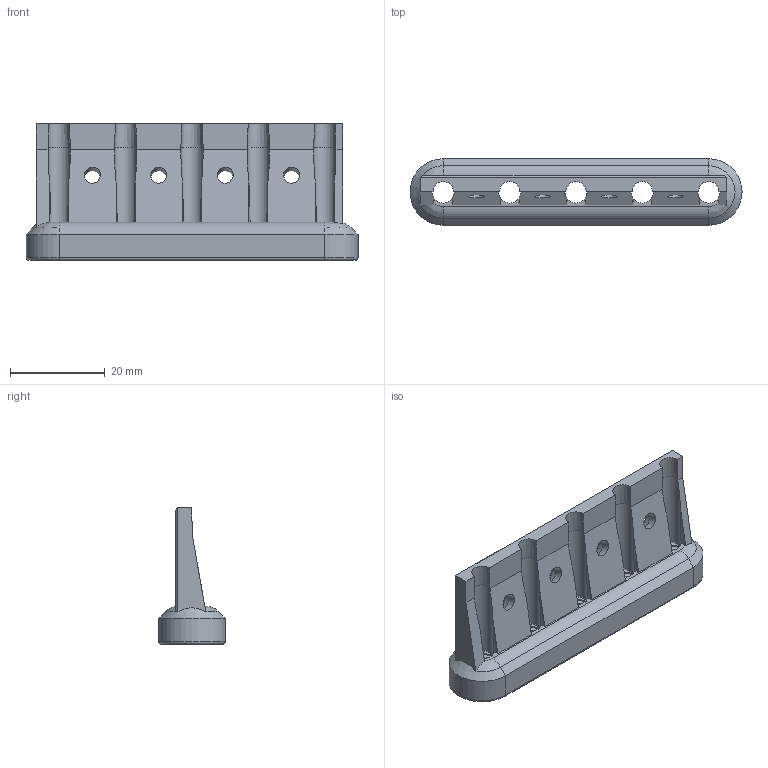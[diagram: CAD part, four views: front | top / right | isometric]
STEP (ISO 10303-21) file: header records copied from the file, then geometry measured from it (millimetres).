
FILE_DESCRIPTION(/* description */ (''),/* implementation_level */ '2;1');
FILE_NAME(/* name */ 'fb84d514-3e0a-49d4-9021-08d5ff311660.stp',/* time_stamp */ '2018-11-23T06:16:02+00:00',/* author */ (''),/* organization */ (''),/* preprocessor_version */ 'ST-DEVELOPER v17.2',/* originating_system */ 'Autodesk Translation Framework v7.6.0.251',/* authorisation */ '');
FILE_SCHEMA (('AUTOMOTIVE_DESIGN { 1 0 10303 214 3 1 1 }'));
Length unit declared in the file: millimetre
Products named in the file (2): M10PassthroughPLate; mmu2-rear-PTFE-holder(M1)
Assembly tree (1 placements, depth 2):
  M10PassthroughPLate
    mmu2-rear-PTFE-holder(M1)
Bounding box: 70 x 14 x 28.8 mm (x, y, z)
Volume: 9170.4 mm3; surface area: 7826.6 mm2
Topology: 1 solids, 1 shells, 319 faces, 855 edges, 544 vertices
Faces by surface type: plane 141, cylinder 103, bspline 61, cone 12, torus 2
Full cylindrical faces by diameter (mm): 3.4 x4, 4.7 x5, 6.2 x4, 7 x1, 9 x1, 9.036 x32, 10.147 x25
Entity records: 18582 total; most frequent: CARTESIAN_POINT 11114, ORIENTED_EDGE 1710, DIRECTION 1283, EDGE_CURVE 855, VERTEX_POINT 544, AXIS2_PLACEMENT_3D 435, LINE 413, VECTOR 413
